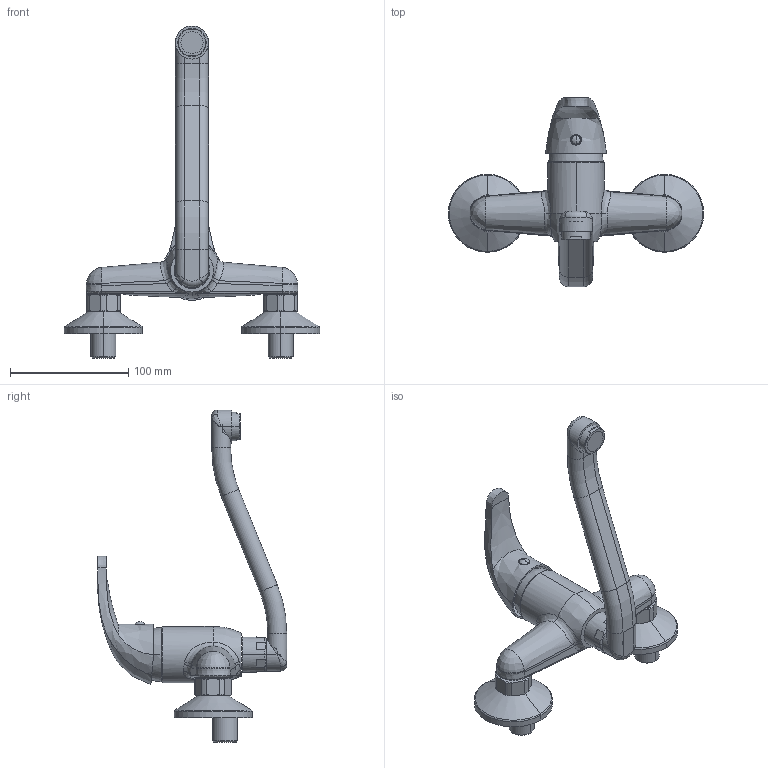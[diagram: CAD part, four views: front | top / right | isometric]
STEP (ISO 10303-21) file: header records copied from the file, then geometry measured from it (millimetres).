
FILE_DESCRIPTION((''),'2;1');
FILE_NAME('PE161CR_SW0001','2024-09-23T15:18:22',('alberto.gaboardi'),('PAFFONI SpA'),'CREO PARAMETRIC BY PTC INC, 2022124','CREO PARAMETRIC BY PTC INC, 2022124','');
FILE_SCHEMA(('CONFIG_CONTROL_DESIGN','SHAPE_APPEARANCE_LAYERS_GROUPS'));
Length unit declared in the file: millimetre
Products named in the file (1): PE161CR_SW0001
Bounding box: 216 x 160.34 x 281 mm (x, y, z)
Volume: 407040.9 mm3; surface area: 105424.4 mm2
Topology: 4 solids, 4 shells, 1258 faces, 3630 edges, 2370 vertices
Faces by surface type: plane 974, cylinder 114, bspline 74, cone 62, torus 30, sphere 4
Entity records: 53623 total; most frequent: CARTESIAN_POINT 16802, ORIENTED_EDGE 7238, DIRECTION 6991, EDGE_CURVE 3619, AXIS2_PLACEMENT_3D 2495, VERTEX_POINT 2370, VECTOR 2001, LINE 2001
